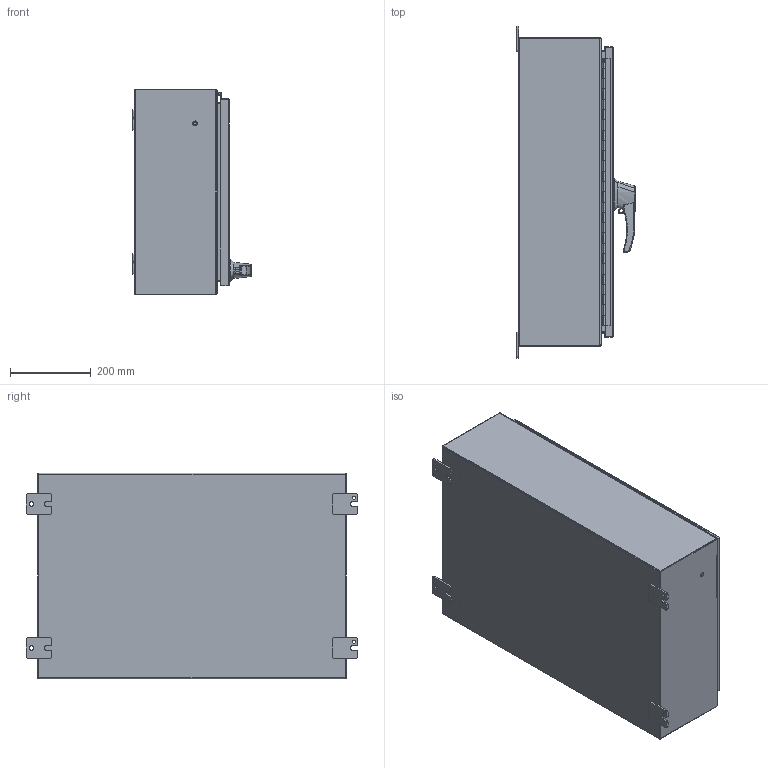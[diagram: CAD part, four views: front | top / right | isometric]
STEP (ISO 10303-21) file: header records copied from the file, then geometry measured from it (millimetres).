
FILE_DESCRIPTION (( 'STEP AP214' ), '1' );
FILE_NAME ('HW30208GYHK.STEP', '2019-08-22T10:43:16', ( '' ), ( '' ), 'SwSTEP 2.0', 'SolidWorks 2018', '' );
FILE_SCHEMA (( 'AUTOMOTIVE_DESIGN' ));
Length unit declared in the file: inch
Products named in the file (1): HW30208GYHK
Bounding box: 292.4 x 819.15 x 508 mm (x, y, z)
Volume: 3238753.2 mm3; surface area: 3251714.9 mm2
Topology: 41 solids, 42 shells, 1459 faces, 3655 edges, 2316 vertices
Faces by surface type: plane 715, cylinder 587, bspline 93, cone 64
Entity records: 100786 total; most frequent: CARTESIAN_POINT 47175, ORIENTED_EDGE 7294, DIRECTION 6858, EDGE_CURVE 3647, AXIS2_PLACEMENT_3D 2352, VERTEX_POINT 2316, LINE 2154, VECTOR 2154
